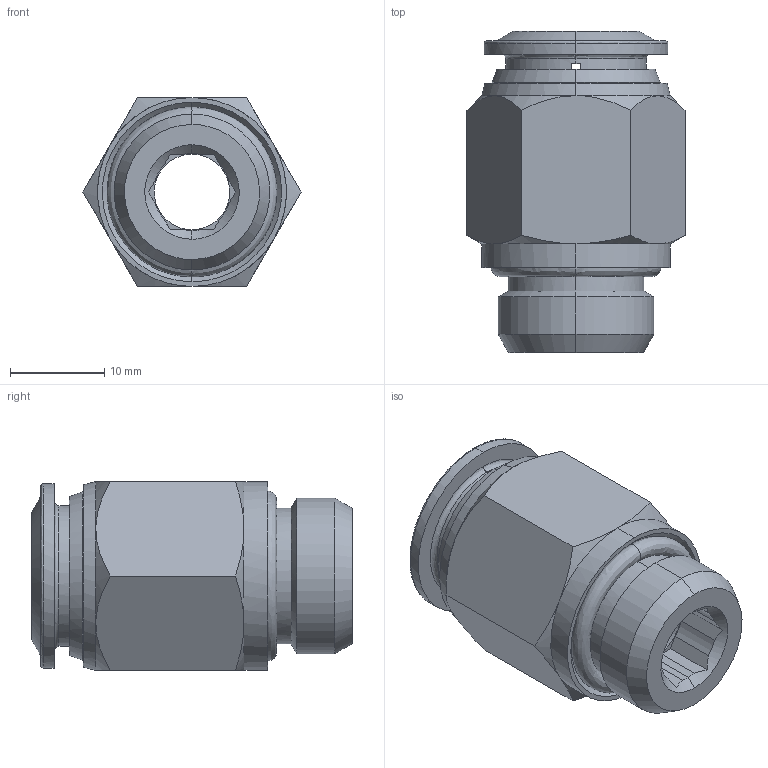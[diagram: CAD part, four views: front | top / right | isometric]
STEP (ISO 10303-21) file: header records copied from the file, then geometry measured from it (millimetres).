
FILE_DESCRIPTION (( 'STEP AP214' ), '1' );
FILE_NAME ('PC12-G03_ME.STEP', '2018-09-03T13:39:35', ( '' ), ( '' ), 'SwSTEP 2.0', 'SolidWorks 2018', '' );
FILE_SCHEMA (( 'AUTOMOTIVE_DESIGN' ));
Length unit declared in the file: millimetre
Products named in the file (1): PC12-G03_ME
Bounding box: 23.09 x 34 x 20 mm (x, y, z)
Volume: 7479.2 mm3; surface area: 3946 mm2
Topology: 1 solids, 1 shells, 94 faces, 224 edges, 137 vertices
Faces by surface type: bspline 92, cylinder 2
Entity records: 4542 total; most frequent: CARTESIAN_POINT 3163, ORIENTED_EDGE 448, EDGE_CURVE 224, B_SPLINE_CURVE_WITH_KNOTS 156, VERTEX_POINT 137, EDGE_LOOP 105, FACE_OUTER_BOUND 94, ADVANCED_FACE 94
